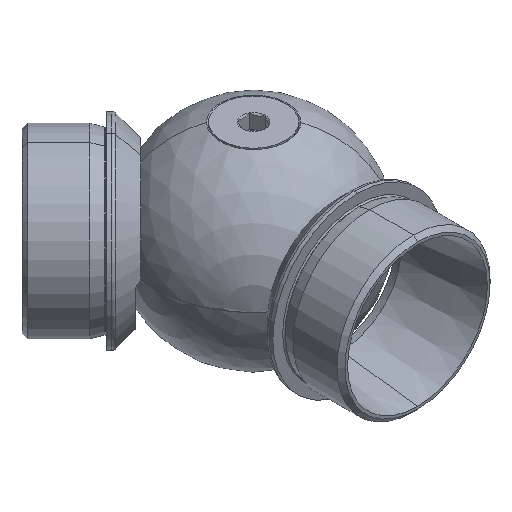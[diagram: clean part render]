
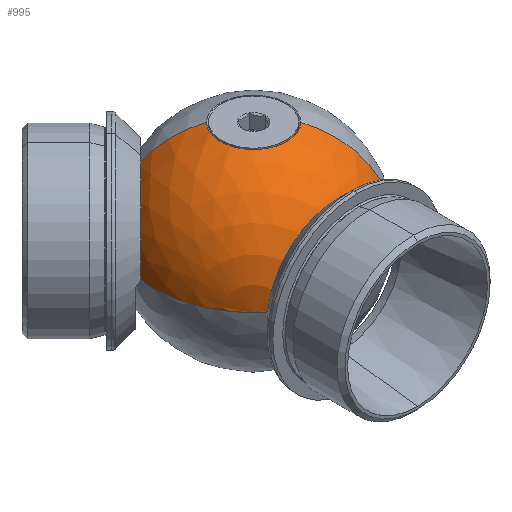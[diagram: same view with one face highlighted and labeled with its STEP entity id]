
A CAD part, isometric view. The second image highlights one B-rep face of the part: STEP entity #995.
In plain terms, the highlighted spherical face has radius 25 mm.
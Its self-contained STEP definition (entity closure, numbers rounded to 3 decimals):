
#7 = DIRECTION ( 'NONE',  ( -1., 0., 0. ) ) ;
#39 = SPHERICAL_SURFACE ( 'NONE', #3175, 25. ) ;
#52 = VERTEX_POINT ( 'NONE', #1365 ) ;
#81 = DIRECTION ( 'NONE',  ( 0., 0., 1. ) ) ;
#234 = CARTESIAN_POINT ( 'NONE',  ( -23.57, 0., 8.333 ) ) ;
#251 = CARTESIAN_POINT ( 'NONE',  ( 0., 0., 0. ) ) ;
#299 = VERTEX_POINT ( 'NONE', #1185 ) ;
#344 = VERTEX_POINT ( 'NONE', #234 ) ;
#471 = CIRCLE ( 'NONE', #2668, 8.333 ) ;
#512 = DIRECTION ( 'NONE',  ( 0., 1., 0. ) ) ;
#519 = DIRECTION ( 'NONE',  ( 0., 0., -1. ) ) ;
#666 = EDGE_CURVE ( 'NONE', #344, #2148, #1986, .T. ) ;
#731 = EDGE_CURVE ( 'NONE', #1391, #2148, #2841, .T. ) ;
#740 = DIRECTION ( 'NONE',  ( 0., 0., 1. ) ) ;
#782 = CARTESIAN_POINT ( 'NONE',  ( -23.57, 0., 0. ) ) ;
#787 = AXIS2_PLACEMENT_3D ( 'NONE', #251, #7, #740 ) ;
#858 = DIRECTION ( 'NONE',  ( 0., 0., 1. ) ) ;
#939 = EDGE_CURVE ( 'NONE', #52, #1391, #3169, .T. ) ;
#961 = ORIENTED_EDGE ( 'NONE', *, *, #731, .T. ) ;
#984 = CARTESIAN_POINT ( 'NONE',  ( 0., 0., 0. ) ) ;
#995 = ADVANCED_FACE ( 'NONE', ( #2918 ), #39, .T. ) ;
#1172 = DIRECTION ( 'NONE',  ( 0., 0., -1. ) ) ;
#1185 = CARTESIAN_POINT ( 'NONE',  ( -23.57, -8.333, 0. ) ) ;
#1335 = CARTESIAN_POINT ( 'NONE',  ( 0., 0., 0. ) ) ;
#1365 = CARTESIAN_POINT ( 'NONE',  ( 0., -25., 0. ) ) ;
#1391 = VERTEX_POINT ( 'NONE', #3136 ) ;
#1547 = DIRECTION ( 'NONE',  ( -1., 0., 0. ) ) ;
#1830 = AXIS2_PLACEMENT_3D ( 'NONE', #782, #1547, #81 ) ;
#1977 = ORIENTED_EDGE ( 'NONE', *, *, #2094, .F. ) ;
#1986 = CIRCLE ( 'NONE', #1830, 8.333 ) ;
#2018 = DIRECTION ( 'NONE',  ( 0., 0., 1. ) ) ;
#2027 = CARTESIAN_POINT ( 'NONE',  ( -23.57, 0., 0. ) ) ;
#2094 = EDGE_CURVE ( 'NONE', #52, #299, #2228, .T. ) ;
#2148 = VERTEX_POINT ( 'NONE', #3120 ) ;
#2228 = CIRCLE ( 'NONE', #2339, 25. ) ;
#2275 = DIRECTION ( 'NONE',  ( -1., 0., 0. ) ) ;
#2339 = AXIS2_PLACEMENT_3D ( 'NONE', #2626, #1172, #2886 ) ;
#2433 = EDGE_LOOP ( 'NONE', ( #1977, #2547, #961, #2682, #2755 ) ) ;
#2547 = ORIENTED_EDGE ( 'NONE', *, *, #939, .T. ) ;
#2584 = EDGE_CURVE ( 'NONE', #299, #344, #471, .T. ) ;
#2602 = DIRECTION ( 'NONE',  ( 1., 0., 0. ) ) ;
#2626 = CARTESIAN_POINT ( 'NONE',  ( 0., 0., 0. ) ) ;
#2647 = AXIS2_PLACEMENT_3D ( 'NONE', #1335, #858, #2602 ) ;
#2668 = AXIS2_PLACEMENT_3D ( 'NONE', #2027, #2275, #2018 ) ;
#2682 = ORIENTED_EDGE ( 'NONE', *, *, #666, .F. ) ;
#2755 = ORIENTED_EDGE ( 'NONE', *, *, #2584, .F. ) ;
#2841 = CIRCLE ( 'NONE', #2647, 25. ) ;
#2886 = DIRECTION ( 'NONE',  ( 0., 1., 0. ) ) ;
#2918 = FACE_OUTER_BOUND ( 'NONE', #2433, .T. ) ;
#3120 = CARTESIAN_POINT ( 'NONE',  ( -23.57, 8.333, 0. ) ) ;
#3136 = CARTESIAN_POINT ( 'NONE',  ( 0., 25., 0. ) ) ;
#3169 = CIRCLE ( 'NONE', #787, 25. ) ;
#3175 = AXIS2_PLACEMENT_3D ( 'NONE', #984, #519, #512 ) ;
